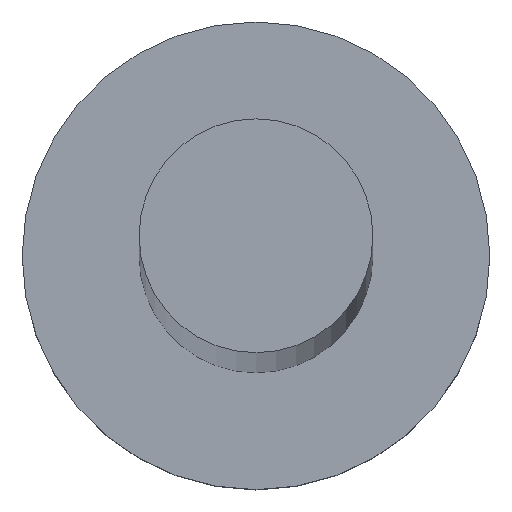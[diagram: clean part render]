
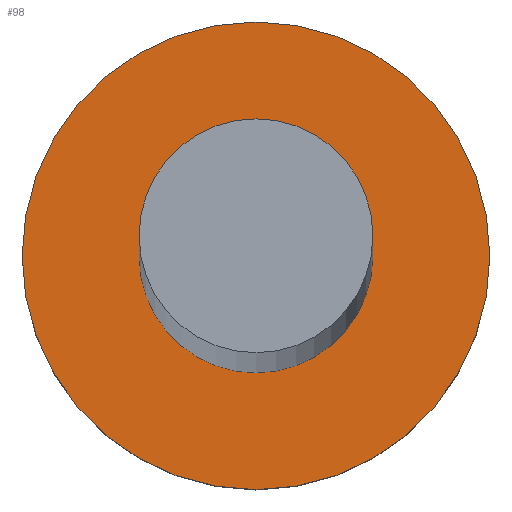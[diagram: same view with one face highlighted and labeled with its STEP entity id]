
A CAD part, top view. The second image highlights one B-rep face of the part: STEP entity #98.
In plain terms, the highlighted planar face has unit normal (0, 0, 1).
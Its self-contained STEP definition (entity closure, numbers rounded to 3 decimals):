
#4 = FACE_BOUND ( 'NONE', #18, .T. ) ;
#6 = EDGE_CURVE ( 'NONE', #76, #144, #66, .T. ) ;
#9 = DIRECTION ( 'NONE',  ( 1., 0., 0. ) ) ;
#18 = EDGE_LOOP ( 'NONE', ( #35, #183 ) ) ;
#31 = CARTESIAN_POINT ( 'NONE',  ( 0., 0., 3. ) ) ;
#35 = ORIENTED_EDGE ( 'NONE', *, *, #126, .F. ) ;
#40 = AXIS2_PLACEMENT_3D ( 'NONE', #138, #216, #230 ) ;
#46 = PLANE ( 'NONE',  #110 ) ;
#57 = CIRCLE ( 'NONE', #106, 4. ) ;
#62 = ORIENTED_EDGE ( 'NONE', *, *, #64, .T. ) ;
#64 = EDGE_CURVE ( 'NONE', #97, #154, #156, .T. ) ;
#66 = CIRCLE ( 'NONE', #175, 2. ) ;
#72 = CARTESIAN_POINT ( 'NONE',  ( 4., 0., 3. ) ) ;
#76 = VERTEX_POINT ( 'NONE', #190 ) ;
#86 = DIRECTION ( 'NONE',  ( 1., 0., 0. ) ) ;
#90 = DIRECTION ( 'NONE',  ( 1., 0., 0. ) ) ;
#97 = VERTEX_POINT ( 'NONE', #227 ) ;
#98 = ADVANCED_FACE ( 'NONE', ( #4, #135 ), #46, .T. ) ;
#104 = CIRCLE ( 'NONE', #40, 2. ) ;
#106 = AXIS2_PLACEMENT_3D ( 'NONE', #247, #221, #251 ) ;
#110 = AXIS2_PLACEMENT_3D ( 'NONE', #31, #116, #9 ) ;
#111 = AXIS2_PLACEMENT_3D ( 'NONE', #206, #176, #86 ) ;
#112 = EDGE_LOOP ( 'NONE', ( #62, #203 ) ) ;
#116 = DIRECTION ( 'NONE',  ( 0., 0., 1. ) ) ;
#126 = EDGE_CURVE ( 'NONE', #144, #76, #104, .T. ) ;
#135 = FACE_OUTER_BOUND ( 'NONE', #112, .T. ) ;
#138 = CARTESIAN_POINT ( 'NONE',  ( 0., 0., 3. ) ) ;
#144 = VERTEX_POINT ( 'NONE', #185 ) ;
#154 = VERTEX_POINT ( 'NONE', #72 ) ;
#156 = CIRCLE ( 'NONE', #111, 4. ) ;
#171 = CARTESIAN_POINT ( 'NONE',  ( 0., 0., 3. ) ) ;
#175 = AXIS2_PLACEMENT_3D ( 'NONE', #171, #194, #90 ) ;
#176 = DIRECTION ( 'NONE',  ( 0., 0., 1. ) ) ;
#183 = ORIENTED_EDGE ( 'NONE', *, *, #6, .F. ) ;
#185 = CARTESIAN_POINT ( 'NONE',  ( -2., 0., 3. ) ) ;
#187 = EDGE_CURVE ( 'NONE', #154, #97, #57, .T. ) ;
#190 = CARTESIAN_POINT ( 'NONE',  ( 2., 0., 3. ) ) ;
#194 = DIRECTION ( 'NONE',  ( 0., 0., 1. ) ) ;
#203 = ORIENTED_EDGE ( 'NONE', *, *, #187, .T. ) ;
#206 = CARTESIAN_POINT ( 'NONE',  ( 0., 0., 3. ) ) ;
#216 = DIRECTION ( 'NONE',  ( 0., 0., 1. ) ) ;
#221 = DIRECTION ( 'NONE',  ( 0., 0., 1. ) ) ;
#227 = CARTESIAN_POINT ( 'NONE',  ( -4., 0., 3. ) ) ;
#230 = DIRECTION ( 'NONE',  ( 1., 0., 0. ) ) ;
#247 = CARTESIAN_POINT ( 'NONE',  ( 0., 0., 3. ) ) ;
#251 = DIRECTION ( 'NONE',  ( 1., 0., 0. ) ) ;
